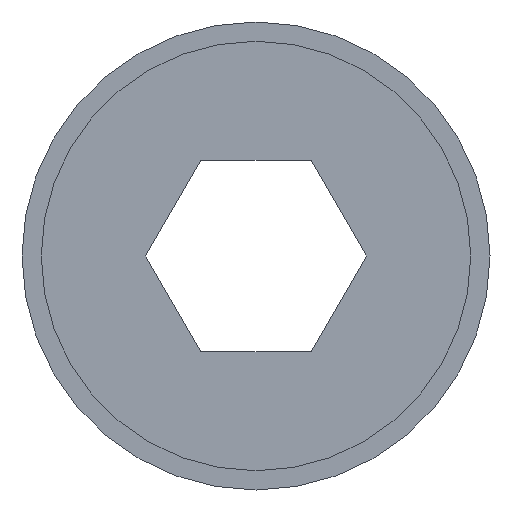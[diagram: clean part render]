
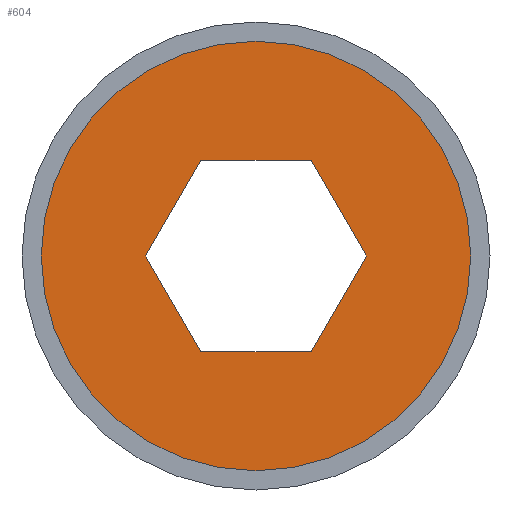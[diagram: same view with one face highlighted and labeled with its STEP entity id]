
A CAD part, front view. The second image highlights one B-rep face of the part: STEP entity #604.
In plain terms, the highlighted planar face has unit normal (0, -1, 0).
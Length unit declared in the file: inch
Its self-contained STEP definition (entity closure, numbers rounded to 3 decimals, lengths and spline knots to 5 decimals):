
#42 = DIRECTION ( 'NONE',  ( 0., 0., -1. ) ) ;
#43 = DIRECTION ( 'NONE',  ( 0., -1., 0. ) ) ;
#50 = CARTESIAN_POINT ( 'NONE',  ( 0.562, 0., 0. ) ) ;
#53 = PLANE ( 'NONE',  #513 ) ;
#59 = DIRECTION ( 'NONE',  ( 0., 0., 1. ) ) ;
#60 = DIRECTION ( 'NONE',  ( 0., 1., 0. ) ) ;
#61 = CARTESIAN_POINT ( 'NONE',  ( 0., 0., 0. ) ) ;
#87 = DIRECTION ( 'NONE',  ( 0.5, 0., -0.866 ) ) ;
#89 = CARTESIAN_POINT ( 'NONE',  ( 0.14456, 0., 0.25039 ) ) ;
#95 = DIRECTION ( 'NONE',  ( 0.5, 0., 0.866 ) ) ;
#96 = CARTESIAN_POINT ( 'NONE',  ( -0.28913, 0., 0. ) ) ;
#97 = DIRECTION ( 'NONE',  ( -0.5, 0., 0.866 ) ) ;
#99 = CARTESIAN_POINT ( 'NONE',  ( -0.14456, 0., -0.25039 ) ) ;
#100 = DIRECTION ( 'NONE',  ( -1., 0., 0. ) ) ;
#101 = CARTESIAN_POINT ( 'NONE',  ( -0.14456, 0., 0.25039 ) ) ;
#102 = DIRECTION ( 'NONE',  ( -0.5, 0., -0.866 ) ) ;
#104 = DIRECTION ( 'NONE',  ( 1., 0., 0. ) ) ;
#118 = CARTESIAN_POINT ( 'NONE',  ( 0.14456, 0., -0.25039 ) ) ;
#121 = CARTESIAN_POINT ( 'NONE',  ( -0.28913, 0., 0. ) ) ;
#127 = CARTESIAN_POINT ( 'NONE',  ( 0.28913, 0., 0. ) ) ;
#175 = CARTESIAN_POINT ( 'NONE',  ( 0.28913, 0., 0. ) ) ;
#176 = CARTESIAN_POINT ( 'NONE',  ( 0.14456, 0., 0.25039 ) ) ;
#197 = CARTESIAN_POINT ( 'NONE',  ( 0., 0., 0.562 ) ) ;
#202 = CARTESIAN_POINT ( 'NONE',  ( 0.14456, 0., -0.25039 ) ) ;
#204 = CARTESIAN_POINT ( 'NONE',  ( 0., 0., -0.562 ) ) ;
#212 = DIRECTION ( 'NONE',  ( 0., 0., 1. ) ) ;
#213 = DIRECTION ( 'NONE',  ( 0., 1., 0. ) ) ;
#214 = CARTESIAN_POINT ( 'NONE',  ( 0., 0., 0. ) ) ;
#216 = CARTESIAN_POINT ( 'NONE',  ( -0.14456, 0., 0.25039 ) ) ;
#223 = CARTESIAN_POINT ( 'NONE',  ( -0.14456, 0., -0.25039 ) ) ;
#249 = EDGE_LOOP ( 'NONE', ( #307, #459 ) ) ;
#255 = VERTEX_POINT ( 'NONE', #202 ) ;
#259 = FACE_BOUND ( 'NONE', #482, .T. ) ;
#277 = VERTEX_POINT ( 'NONE', #216 ) ;
#284 = VERTEX_POINT ( 'NONE', #204 ) ;
#285 = VECTOR ( 'NONE', #102, 39.37008 ) ;
#287 = VERTEX_POINT ( 'NONE', #197 ) ;
#307 = ORIENTED_EDGE ( 'NONE', *, *, #547, .F. ) ;
#308 = LINE ( 'NONE', #96, #479 ) ;
#346 = LINE ( 'NONE', #118, #495 ) ;
#347 = CIRCLE ( 'NONE', #529, 0.562 ) ;
#353 = LINE ( 'NONE', #99, #388 ) ;
#362 = VERTEX_POINT ( 'NONE', #223 ) ;
#370 = ORIENTED_EDGE ( 'NONE', *, *, #565, .T. ) ;
#375 = LINE ( 'NONE', #101, #398 ) ;
#376 = ORIENTED_EDGE ( 'NONE', *, *, #564, .T. ) ;
#382 = VECTOR ( 'NONE', #87, 39.37008 ) ;
#384 = LINE ( 'NONE', #89, #382 ) ;
#388 = VECTOR ( 'NONE', #97, 39.37008 ) ;
#398 = VECTOR ( 'NONE', #104, 39.37008 ) ;
#406 = CIRCLE ( 'NONE', #518, 0.562 ) ;
#414 = ORIENTED_EDGE ( 'NONE', *, *, #569, .T. ) ;
#425 = ORIENTED_EDGE ( 'NONE', *, *, #567, .T. ) ;
#426 = FACE_OUTER_BOUND ( 'NONE', #249, .T. ) ;
#429 = ORIENTED_EDGE ( 'NONE', *, *, #566, .T. ) ;
#444 = LINE ( 'NONE', #127, #285 ) ;
#453 = VERTEX_POINT ( 'NONE', #176 ) ;
#457 = VERTEX_POINT ( 'NONE', #175 ) ;
#459 = ORIENTED_EDGE ( 'NONE', *, *, #576, .F. ) ;
#464 = ORIENTED_EDGE ( 'NONE', *, *, #570, .T. ) ;
#479 = VECTOR ( 'NONE', #95, 39.37008 ) ;
#482 = EDGE_LOOP ( 'NONE', ( #376, #370, #429, #425, #414, #464 ) ) ;
#495 = VECTOR ( 'NONE', #100, 39.37008 ) ;
#503 = VERTEX_POINT ( 'NONE', #121 ) ;
#513 = AXIS2_PLACEMENT_3D ( 'NONE', #50, #43, #42 ) ;
#518 = AXIS2_PLACEMENT_3D ( 'NONE', #61, #60, #59 ) ;
#529 = AXIS2_PLACEMENT_3D ( 'NONE', #214, #213, #212 ) ;
#547 = EDGE_CURVE ( 'NONE', #287, #284, #347, .T. ) ;
#564 = EDGE_CURVE ( 'NONE', #457, #255, #444, .T. ) ;
#565 = EDGE_CURVE ( 'NONE', #255, #362, #346, .T. ) ;
#566 = EDGE_CURVE ( 'NONE', #362, #503, #353, .T. ) ;
#567 = EDGE_CURVE ( 'NONE', #503, #277, #308, .T. ) ;
#569 = EDGE_CURVE ( 'NONE', #277, #453, #375, .T. ) ;
#570 = EDGE_CURVE ( 'NONE', #453, #457, #384, .T. ) ;
#576 = EDGE_CURVE ( 'NONE', #284, #287, #406, .T. ) ;
#604 = ADVANCED_FACE ( 'NONE', ( #259, #426 ), #53, .T. ) ;
